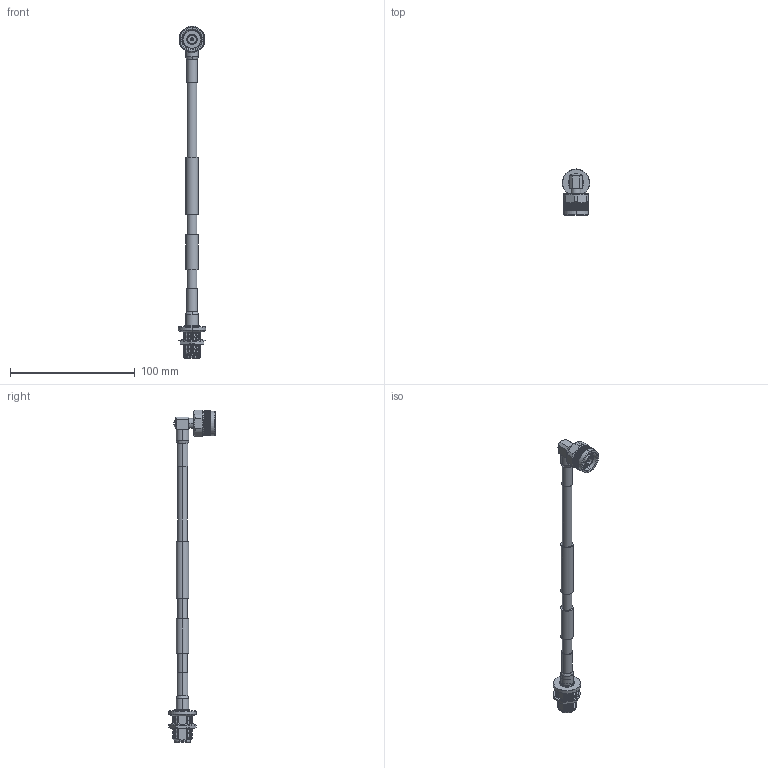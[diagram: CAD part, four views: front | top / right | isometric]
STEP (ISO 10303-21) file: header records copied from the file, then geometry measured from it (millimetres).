
FILE_DESCRIPTION (( 'STEP AP214' ), '1' );
FILE_NAME ('FMCA2259.step', '2021-02-09T19:10:02', ( '' ), ( '' ), 'SwSTEP 2.0', 'SolidWorks 2018', '' );
FILE_SCHEMA (( 'AUTOMOTIVE_DESIGN' ));
Length unit declared in the file: inch
Products named in the file (5): FM-1/4SFHC^FMCA2259; Heat Shrink^FMCA2259; FMCA2259; FMCN1707^FMCA2259; FMCN1705^FMCA2259_Default 2
Assembly tree (5 placements, depth 2):
  FMCA2259
    FM-1/4SFHC^FMCA2259
    Heat Shrink^FMCA2259  x2
    FMCN1707^FMCA2259
    FMCN1705^FMCA2259_Default 2
Bounding box: 22 x 37.3 x 266.17 mm (x, y, z)
Volume: 24003.5 mm3; surface area: 14850.3 mm2
Topology: 8 solids, 8 shells, 2611 faces, 5899 edges, 3324 vertices
Faces by surface type: bspline 1840, cylinder 594, plane 103, cone 64, torus 10
Entity records: 160676 total; most frequent: CARTESIAN_POINT 122905, ORIENTED_EDGE 11762, EDGE_CURVE 5881, VERTEX_POINT 3312, DIRECTION 2920, EDGE_LOOP 2633, ADVANCED_FACE 2603, FACE_OUTER_BOUND 2603
